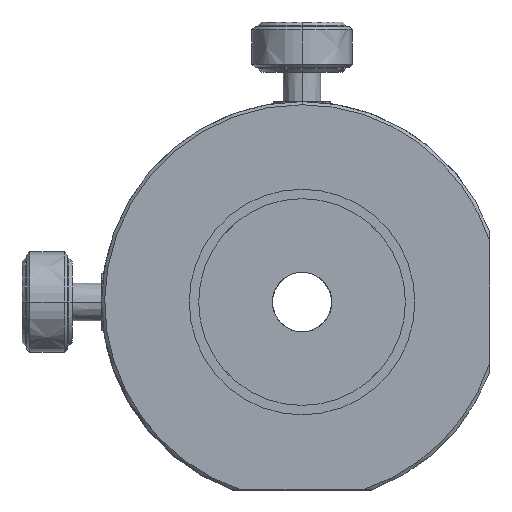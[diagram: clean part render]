
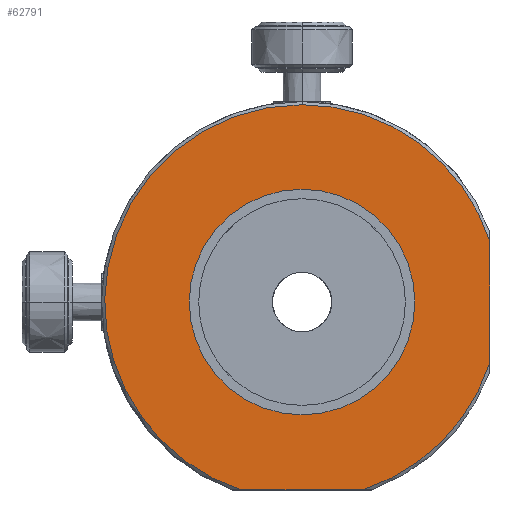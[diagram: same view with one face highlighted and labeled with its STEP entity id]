
A CAD part, front view. The second image highlights one B-rep face of the part: STEP entity #62791.
In plain terms, the highlighted free-form (B-spline) face has degree [1, 1] with [2, 2] control points.
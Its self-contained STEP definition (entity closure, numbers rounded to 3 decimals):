
#1209 = B_SPLINE_SURFACE_WITH_KNOTS ( 'NONE', 1, 1, ( 
 ( #96075, #11652 ),
 ( #75421, #33676 ) ),
 .UNSPECIFIED., .F., .F., .F.,
 ( 2, 2 ),
 ( 2, 2 ),
 ( 0., 1. ),
 ( 0., 1. ),
 .UNSPECIFIED. ) ;
#2479 = DIRECTION ( 'NONE',  ( 0., 0., -1. ) ) ;
#2653 = DIRECTION ( 'NONE',  ( 0., 0., 1. ) ) ;
#3276 = AXIS2_PLACEMENT_3D ( 'NONE', #35519, #121244, #3609 ) ;
#3379 = CARTESIAN_POINT ( 'NONE',  ( 9.605, 0., -30. ) ) ;
#3609 = DIRECTION ( 'NONE',  ( 0., 0., -1. ) ) ;
#6527 = DIRECTION ( 'NONE',  ( 0.952, 0., -0.305 ) ) ;
#10561 = AXIS2_PLACEMENT_3D ( 'NONE', #72466, #117362, #62146 ) ;
#10581 = EDGE_CURVE ( 'NONE', #124291, #93755, #10607, .T. ) ;
#10607 = CIRCLE ( 'NONE', #104881, 31.5 ) ;
#11652 = CARTESIAN_POINT ( 'NONE',  ( 30., 0., -30. ) ) ;
#14298 = ORIENTED_EDGE ( 'NONE', *, *, #66531, .F. ) ;
#14744 = FACE_OUTER_BOUND ( 'NONE', #110533, .T. ) ;
#16019 = DIRECTION ( 'NONE',  ( 1., 0., 0. ) ) ;
#17301 = DIRECTION ( 'NONE',  ( 0., 1., 0. ) ) ;
#17703 = CARTESIAN_POINT ( 'NONE',  ( 0., 0., -18. ) ) ;
#17986 = DIRECTION ( 'NONE',  ( 0., -1., 0. ) ) ;
#18474 = LINE ( 'NONE', #110286, #107404 ) ;
#19811 = DIRECTION ( 'NONE',  ( 0., 0., 1. ) ) ;
#20349 = AXIS2_PLACEMENT_3D ( 'NONE', #59947, #17301, #6527 ) ;
#23256 = EDGE_LOOP ( 'NONE', ( #45348, #94250, #87959, #14298 ) ) ;
#24133 = AXIS2_PLACEMENT_3D ( 'NONE', #30051, #84460, #136905 ) ;
#29782 = CIRCLE ( 'NONE', #3276, 18. ) ;
#30025 = ORIENTED_EDGE ( 'NONE', *, *, #69801, .F. ) ;
#30051 = CARTESIAN_POINT ( 'NONE',  ( 0., 0., 0. ) ) ;
#33676 = CARTESIAN_POINT ( 'NONE',  ( -33.098, 0., -30. ) ) ;
#35519 = CARTESIAN_POINT ( 'NONE',  ( 0., 0., 0. ) ) ;
#36233 = CARTESIAN_POINT ( 'NONE',  ( 30., 0., 9.605 ) ) ;
#36733 = EDGE_CURVE ( 'NONE', #93755, #127282, #61356, .T. ) ;
#37752 = EDGE_CURVE ( 'NONE', #116629, #66236, #29782, .T. ) ;
#38660 = CARTESIAN_POINT ( 'NONE',  ( 0., 0., 0. ) ) ;
#38786 = AXIS2_PLACEMENT_3D ( 'NONE', #87564, #66412, #2653 ) ;
#45348 = ORIENTED_EDGE ( 'NONE', *, *, #37752, .F. ) ;
#51264 = ORIENTED_EDGE ( 'NONE', *, *, #127161, .F. ) ;
#59947 = CARTESIAN_POINT ( 'NONE',  ( 0., 0., 0. ) ) ;
#61356 = LINE ( 'NONE', #81646, #86274 ) ;
#62146 = DIRECTION ( 'NONE',  ( 0., 0., 1. ) ) ;
#62771 = VERTEX_POINT ( 'NONE', #108224 ) ;
#62791 = ADVANCED_FACE ( 'NONE', ( #14744, #132126 ), #1209, .T. ) ;
#65679 = CARTESIAN_POINT ( 'NONE',  ( -31.004, 0., 5.568 ) ) ;
#66236 = VERTEX_POINT ( 'NONE', #133571 ) ;
#66412 = DIRECTION ( 'NONE',  ( 0., 1., 0. ) ) ;
#66431 = CARTESIAN_POINT ( 'NONE',  ( 0., 0., 18. ) ) ;
#66531 = EDGE_CURVE ( 'NONE', #66236, #114865, #128791, .T. ) ;
#66733 = EDGE_CURVE ( 'NONE', #116629, #126886, #113734, .T. ) ;
#69439 = VERTEX_POINT ( 'NONE', #85230 ) ;
#69801 = EDGE_CURVE ( 'NONE', #62771, #75686, #118579, .T. ) ;
#72466 = CARTESIAN_POINT ( 'NONE',  ( 0., 0., 0. ) ) ;
#75421 = CARTESIAN_POINT ( 'NONE',  ( -33.098, 0., 31.5 ) ) ;
#75686 = VERTEX_POINT ( 'NONE', #36233 ) ;
#79864 = AXIS2_PLACEMENT_3D ( 'NONE', #126227, #82705, #19811 ) ;
#81646 = CARTESIAN_POINT ( 'NONE',  ( -9.605, 0., -30. ) ) ;
#82705 = DIRECTION ( 'NONE',  ( 0., -1., 0. ) ) ;
#83010 = EDGE_CURVE ( 'NONE', #62771, #124291, #126004, .T. ) ;
#84460 = DIRECTION ( 'NONE',  ( 0., 1., 0. ) ) ;
#85230 = CARTESIAN_POINT ( 'NONE',  ( 30., 0., -9.605 ) ) ;
#86274 = VECTOR ( 'NONE', #16019, 1000. ) ;
#87564 = CARTESIAN_POINT ( 'NONE',  ( 0., 0., 0. ) ) ;
#87959 = ORIENTED_EDGE ( 'NONE', *, *, #120072, .F. ) ;
#92734 = ORIENTED_EDGE ( 'NONE', *, *, #137549, .F. ) ;
#93224 = ORIENTED_EDGE ( 'NONE', *, *, #10581, .T. ) ;
#93755 = VERTEX_POINT ( 'NONE', #128208 ) ;
#93779 = DIRECTION ( 'NONE',  ( 1., 0., 0. ) ) ;
#94250 = ORIENTED_EDGE ( 'NONE', *, *, #66733, .T. ) ;
#96075 = CARTESIAN_POINT ( 'NONE',  ( 30., 0., 31.5 ) ) ;
#101491 = ORIENTED_EDGE ( 'NONE', *, *, #36733, .T. ) ;
#104881 = AXIS2_PLACEMENT_3D ( 'NONE', #38660, #17986, #113603 ) ;
#105635 = CARTESIAN_POINT ( 'NONE',  ( -18., 0., 0. ) ) ;
#107404 = VECTOR ( 'NONE', #2479, 1000. ) ;
#107952 = CIRCLE ( 'NONE', #10561, 18. ) ;
#108224 = CARTESIAN_POINT ( 'NONE',  ( 0., 0., 31.5 ) ) ;
#110286 = CARTESIAN_POINT ( 'NONE',  ( 30., 0., 9.605 ) ) ;
#110533 = EDGE_LOOP ( 'NONE', ( #101491, #92734, #51264, #30025, #132401, #93224 ) ) ;
#113603 = DIRECTION ( 'NONE',  ( -0.984, 0., 0.177 ) ) ;
#113734 = CIRCLE ( 'NONE', #24133, 18. ) ;
#114865 = VERTEX_POINT ( 'NONE', #66431 ) ;
#116629 = VERTEX_POINT ( 'NONE', #17703 ) ;
#116956 = CIRCLE ( 'NONE', #20349, 31.5 ) ;
#117362 = DIRECTION ( 'NONE',  ( 0., -1., 0. ) ) ;
#118579 = CIRCLE ( 'NONE', #38786, 31.5 ) ;
#120072 = EDGE_CURVE ( 'NONE', #114865, #126886, #107952, .T. ) ;
#121244 = DIRECTION ( 'NONE',  ( 0., -1., 0. ) ) ;
#124291 = VERTEX_POINT ( 'NONE', #65679 ) ;
#124648 = DIRECTION ( 'NONE',  ( 0., -1., 0. ) ) ;
#125112 = CARTESIAN_POINT ( 'NONE',  ( 0., 0., 0. ) ) ;
#126004 = CIRCLE ( 'NONE', #79864, 31.5 ) ;
#126227 = CARTESIAN_POINT ( 'NONE',  ( 0., 0., 0. ) ) ;
#126886 = VERTEX_POINT ( 'NONE', #105635 ) ;
#127161 = EDGE_CURVE ( 'NONE', #75686, #69439, #18474, .T. ) ;
#127282 = VERTEX_POINT ( 'NONE', #3379 ) ;
#128208 = CARTESIAN_POINT ( 'NONE',  ( -9.605, 0., -30. ) ) ;
#128791 = CIRCLE ( 'NONE', #136459, 18. ) ;
#132126 = FACE_BOUND ( 'NONE', #23256, .T. ) ;
#132401 = ORIENTED_EDGE ( 'NONE', *, *, #83010, .T. ) ;
#133571 = CARTESIAN_POINT ( 'NONE',  ( 18., 0., 0. ) ) ;
#136459 = AXIS2_PLACEMENT_3D ( 'NONE', #125112, #124648, #93779 ) ;
#136905 = DIRECTION ( 'NONE',  ( 0., 0., -1. ) ) ;
#137549 = EDGE_CURVE ( 'NONE', #69439, #127282, #116956, .T. ) ;
